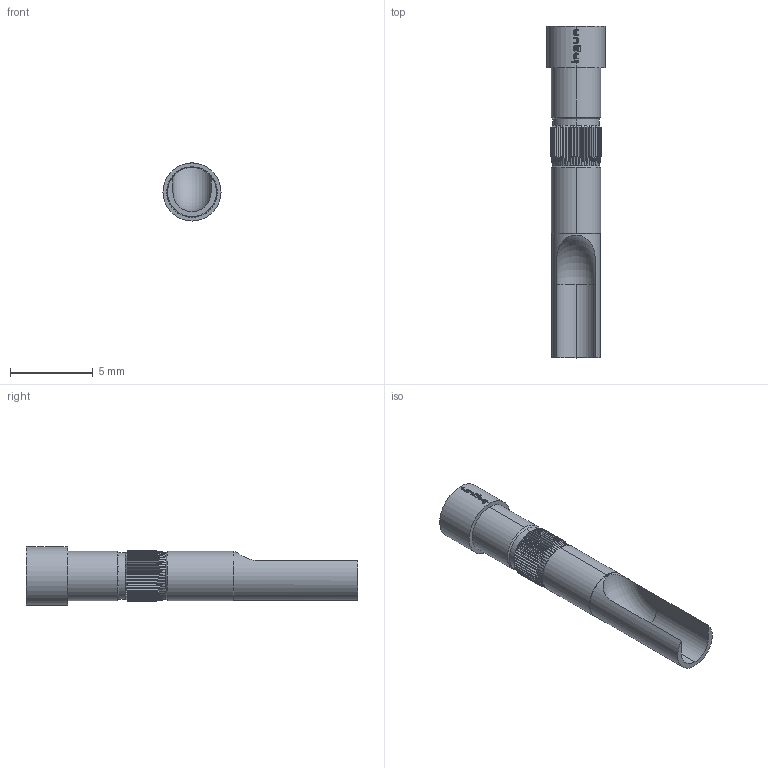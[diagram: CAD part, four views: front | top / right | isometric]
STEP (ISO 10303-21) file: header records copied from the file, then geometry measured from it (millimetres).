
FILE_DESCRIPTION (( 'STEP AP203' ), '1' );
FILE_NAME ('INGUN_KT-120_L3-E02-30_0.STEP', '2016-06-15T13:35:33', ( '' ), ( '' ), 'SwSTEP 2.0', 'SolidWorks 2014', '' );
FILE_SCHEMA (( 'CONFIG_CONTROL_DESIGN' ));
Length unit declared in the file: millimetre
Products named in the file (2): INGUN_KT-120_L3-E02-30_0
Bounding box: 3.5 x 20 x 3.5 mm (x, y, z)
Volume: 108.1 mm3; surface area: 243 mm2
Topology: 1 solids, 1 shells, 377 faces, 1101 edges, 729 vertices
Faces by surface type: plane 258, cylinder 84, bspline 22, cone 12, torus 1
Entity records: 13069 total; most frequent: CARTESIAN_POINT 3271, ORIENTED_EDGE 2202, DIRECTION 1838, EDGE_CURVE 1101, VERTEX_POINT 729, AXIS2_PLACEMENT_3D 680, LINE 478, VECTOR 478
